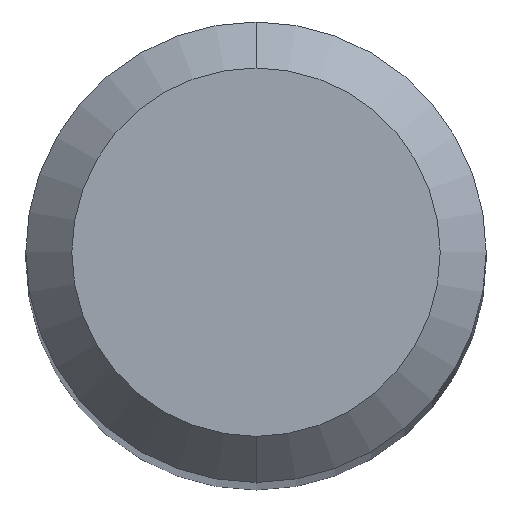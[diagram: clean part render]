
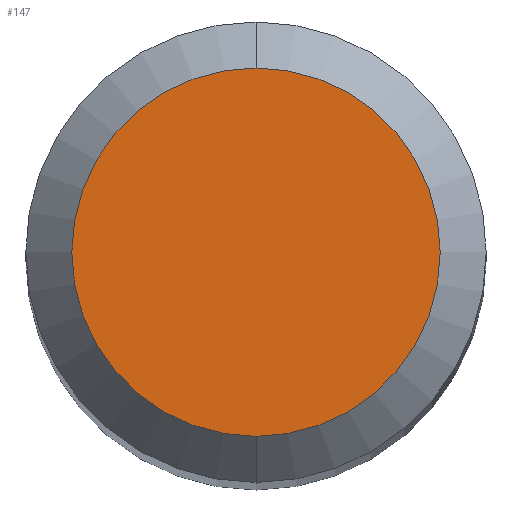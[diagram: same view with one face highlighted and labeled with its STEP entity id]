
A CAD part, top view. The second image highlights one B-rep face of the part: STEP entity #147.
In plain terms, the highlighted planar face has unit normal (0, 0, 1).
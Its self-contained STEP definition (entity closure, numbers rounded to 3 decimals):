
#107=VERTEX_POINT('',#258);
#111=VERTEX_POINT('',#262);
#147=ADVANCED_FACE('',(#305),#306,.T.);
#163=EDGE_CURVE('',#107,#111,#323,.T.);
#221=EDGE_CURVE('',#111,#107,#388,.T.);
#258=CARTESIAN_POINT('',(0.0,1.2,0.0));
#262=CARTESIAN_POINT('',(0.,-1.2,0.0));
#305=FACE_OUTER_BOUND('',#475,.T.);
#306=PLANE('',#476);
#323=CIRCLE('',#501,1.2);
#388=CIRCLE('',#587,1.2);
#475=EDGE_LOOP('',(#668,#669));
#476=AXIS2_PLACEMENT_3D('',#670,#671,#672);
#501=AXIS2_PLACEMENT_3D('',#692,#693,#694);
#587=AXIS2_PLACEMENT_3D('',#778,#779,#780);
#668=ORIENTED_EDGE('',*,*,#163,.F.);
#669=ORIENTED_EDGE('',*,*,#221,.F.);
#670=CARTESIAN_POINT('',(0.0,0.6,0.0));
#671=DIRECTION('',(-0.0,0.0,1.0));
#672=DIRECTION('',(0.0,-1.0,0.0));
#692=CARTESIAN_POINT('',(0.0,0.0,0.0));
#693=DIRECTION('',(0.0,0.0,-1.0));
#694=DIRECTION('',(0.0,1.0,0.0));
#778=CARTESIAN_POINT('',(0.0,0.0,0.0));
#779=DIRECTION('',(0.0,0.0,-1.0));
#780=DIRECTION('',(0.0,1.0,0.0));
